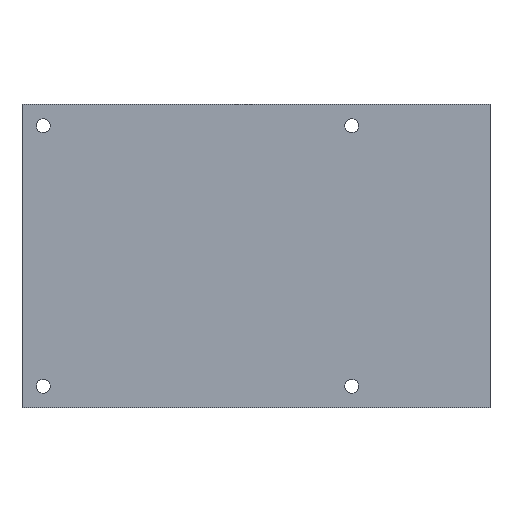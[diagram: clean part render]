
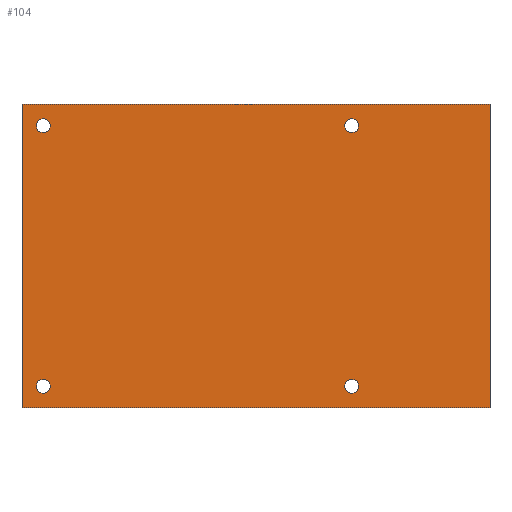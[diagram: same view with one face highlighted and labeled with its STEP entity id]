
A CAD part, front view. The second image highlights one B-rep face of the part: STEP entity #104.
In plain terms, the highlighted planar face has unit normal (0, -1, 0).
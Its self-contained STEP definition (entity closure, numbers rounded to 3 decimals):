
#7 = CIRCLE ( 'NONE', #348, 1.3 ) ;
#9 = CIRCLE ( 'NONE', #46, 1.3 ) ;
#10 = ORIENTED_EDGE ( 'NONE', *, *, #157, .F. ) ;
#11 = EDGE_CURVE ( 'NONE', #275, #295, #63, .T. ) ;
#15 = EDGE_CURVE ( 'NONE', #388, #530, #7, .T. ) ;
#21 = CARTESIAN_POINT ( 'NONE',  ( 4., 0., -54.3 ) ) ;
#32 = AXIS2_PLACEMENT_3D ( 'NONE', #534, #671, #122 ) ;
#36 = DIRECTION ( 'NONE',  ( 0., 0., 1. ) ) ;
#37 = VERTEX_POINT ( 'NONE', #404 ) ;
#39 = ORIENTED_EDGE ( 'NONE', *, *, #460, .T. ) ;
#40 = DIRECTION ( 'NONE',  ( 0., 0., 1. ) ) ;
#43 = FACE_BOUND ( 'NONE', #774, .T. ) ;
#46 = AXIS2_PLACEMENT_3D ( 'NONE', #778, #770, #108 ) ;
#51 = FACE_BOUND ( 'NONE', #719, .T. ) ;
#52 = CARTESIAN_POINT ( 'NONE',  ( 4., 0., -53. ) ) ;
#53 = LINE ( 'NONE', #724, #88 ) ;
#54 = FACE_BOUND ( 'NONE', #589, .T. ) ;
#55 = VERTEX_POINT ( 'NONE', #70 ) ;
#63 = CIRCLE ( 'NONE', #74, 1.3 ) ;
#70 = CARTESIAN_POINT ( 'NONE',  ( 88., 0., 0. ) ) ;
#74 = AXIS2_PLACEMENT_3D ( 'NONE', #168, #586, #350 ) ;
#83 = EDGE_CURVE ( 'NONE', #37, #699, #192, .T. ) ;
#88 = VECTOR ( 'NONE', #641, 1000. ) ;
#104 = ADVANCED_FACE ( 'NONE', ( #51, #54, #43, #531, #522 ), #667, .T. ) ;
#108 = DIRECTION ( 'NONE',  ( 0., 0., 1. ) ) ;
#113 = VECTOR ( 'NONE', #733, 1000. ) ;
#115 = CARTESIAN_POINT ( 'NONE',  ( 88., 0., -57. ) ) ;
#122 = DIRECTION ( 'NONE',  ( 0., 0., 1. ) ) ;
#129 = VECTOR ( 'NONE', #191, 1000. ) ;
#135 = CARTESIAN_POINT ( 'NONE',  ( 4., 0., -4. ) ) ;
#147 = ORIENTED_EDGE ( 'NONE', *, *, #231, .T. ) ;
#148 = AXIS2_PLACEMENT_3D ( 'NONE', #643, #576, #36 ) ;
#157 = EDGE_CURVE ( 'NONE', #335, #55, #771, .T. ) ;
#168 = CARTESIAN_POINT ( 'NONE',  ( 62., 0., -4. ) ) ;
#175 = ORIENTED_EDGE ( 'NONE', *, *, #361, .F. ) ;
#179 = LINE ( 'NONE', #476, #113 ) ;
#186 = AXIS2_PLACEMENT_3D ( 'NONE', #302, #540, #255 ) ;
#191 = DIRECTION ( 'NONE',  ( 0., 0., 1. ) ) ;
#192 = CIRCLE ( 'NONE', #186, 1.3 ) ;
#211 = DIRECTION ( 'NONE',  ( 1., 0., 0. ) ) ;
#231 = EDGE_CURVE ( 'NONE', #530, #388, #9, .T. ) ;
#235 = EDGE_LOOP ( 'NONE', ( #648, #147 ) ) ;
#236 = CARTESIAN_POINT ( 'NONE',  ( 62., 0., -5.3 ) ) ;
#245 = EDGE_CURVE ( 'NONE', #295, #275, #313, .T. ) ;
#255 = DIRECTION ( 'NONE',  ( 0., 0., 1. ) ) ;
#269 = ORIENTED_EDGE ( 'NONE', *, *, #547, .F. ) ;
#274 = AXIS2_PLACEMENT_3D ( 'NONE', #135, #300, #419 ) ;
#275 = VERTEX_POINT ( 'NONE', #236 ) ;
#280 = DIRECTION ( 'NONE',  ( 0., 1., 0. ) ) ;
#281 = CARTESIAN_POINT ( 'NONE',  ( 62., 0., -51.7 ) ) ;
#292 = DIRECTION ( 'NONE',  ( 0., -1., 0. ) ) ;
#295 = VERTEX_POINT ( 'NONE', #611 ) ;
#300 = DIRECTION ( 'NONE',  ( 0., 1., 0. ) ) ;
#302 = CARTESIAN_POINT ( 'NONE',  ( 62., 0., -53. ) ) ;
#307 = ORIENTED_EDGE ( 'NONE', *, *, #245, .T. ) ;
#313 = CIRCLE ( 'NONE', #148, 1.3 ) ;
#335 = VERTEX_POINT ( 'NONE', #679 ) ;
#348 = AXIS2_PLACEMENT_3D ( 'NONE', #52, #280, #40 ) ;
#350 = DIRECTION ( 'NONE',  ( 0., 0., 1. ) ) ;
#361 = EDGE_CURVE ( 'NONE', #773, #428, #179, .T. ) ;
#362 = DIRECTION ( 'NONE',  ( 0., 1., 0. ) ) ;
#364 = CIRCLE ( 'NONE', #32, 1.3 ) ;
#369 = EDGE_CURVE ( 'NONE', #676, #464, #364, .T. ) ;
#388 = VERTEX_POINT ( 'NONE', #416 ) ;
#404 = CARTESIAN_POINT ( 'NONE',  ( 62., 0., -54.3 ) ) ;
#413 = EDGE_CURVE ( 'NONE', #464, #676, #539, .T. ) ;
#416 = CARTESIAN_POINT ( 'NONE',  ( 4., 0., -51.7 ) ) ;
#419 = DIRECTION ( 'NONE',  ( 0., 0., 1. ) ) ;
#426 = CARTESIAN_POINT ( 'NONE',  ( 4., 0., -2.7 ) ) ;
#428 = VERTEX_POINT ( 'NONE', #605 ) ;
#429 = CARTESIAN_POINT ( 'NONE',  ( 62., 0., -53. ) ) ;
#460 = EDGE_CURVE ( 'NONE', #699, #37, #702, .T. ) ;
#464 = VERTEX_POINT ( 'NONE', #426 ) ;
#476 = CARTESIAN_POINT ( 'NONE',  ( 0., 0., -57. ) ) ;
#508 = ORIENTED_EDGE ( 'NONE', *, *, #83, .T. ) ;
#522 = FACE_OUTER_BOUND ( 'NONE', #549, .T. ) ;
#530 = VERTEX_POINT ( 'NONE', #21 ) ;
#531 = FACE_BOUND ( 'NONE', #235, .T. ) ;
#534 = CARTESIAN_POINT ( 'NONE',  ( 4., 0., -4. ) ) ;
#539 = CIRCLE ( 'NONE', #274, 1.3 ) ;
#540 = DIRECTION ( 'NONE',  ( 0., 1., 0. ) ) ;
#547 = EDGE_CURVE ( 'NONE', #428, #335, #621, .T. ) ;
#549 = EDGE_LOOP ( 'NONE', ( #269, #175, #789, #10 ) ) ;
#559 = AXIS2_PLACEMENT_3D ( 'NONE', #661, #292, #777 ) ;
#565 = ORIENTED_EDGE ( 'NONE', *, *, #413, .T. ) ;
#576 = DIRECTION ( 'NONE',  ( 0., 1., 0. ) ) ;
#578 = CARTESIAN_POINT ( 'NONE',  ( 0., 0., 0. ) ) ;
#586 = DIRECTION ( 'NONE',  ( 0., 1., 0. ) ) ;
#589 = EDGE_LOOP ( 'NONE', ( #39, #508 ) ) ;
#605 = CARTESIAN_POINT ( 'NONE',  ( 0., 0., -57. ) ) ;
#611 = CARTESIAN_POINT ( 'NONE',  ( 62., 0., -2.7 ) ) ;
#621 = LINE ( 'NONE', #704, #129 ) ;
#631 = ORIENTED_EDGE ( 'NONE', *, *, #369, .T. ) ;
#641 = DIRECTION ( 'NONE',  ( 0., 0., -1. ) ) ;
#643 = CARTESIAN_POINT ( 'NONE',  ( 62., 0., -4. ) ) ;
#647 = CARTESIAN_POINT ( 'NONE',  ( 4., 0., -5.3 ) ) ;
#648 = ORIENTED_EDGE ( 'NONE', *, *, #15, .T. ) ;
#661 = CARTESIAN_POINT ( 'NONE',  ( 0., 0., 0. ) ) ;
#667 = PLANE ( 'NONE',  #559 ) ;
#671 = DIRECTION ( 'NONE',  ( 0., 1., 0. ) ) ;
#676 = VERTEX_POINT ( 'NONE', #647 ) ;
#679 = CARTESIAN_POINT ( 'NONE',  ( 0., 0., 0. ) ) ;
#695 = EDGE_CURVE ( 'NONE', #55, #773, #53, .T. ) ;
#699 = VERTEX_POINT ( 'NONE', #281 ) ;
#702 = CIRCLE ( 'NONE', #752, 1.3 ) ;
#704 = CARTESIAN_POINT ( 'NONE',  ( 0., 0., 0. ) ) ;
#719 = EDGE_LOOP ( 'NONE', ( #565, #631 ) ) ;
#724 = CARTESIAN_POINT ( 'NONE',  ( 88., 0., 0. ) ) ;
#733 = DIRECTION ( 'NONE',  ( -1., 0., 0. ) ) ;
#739 = DIRECTION ( 'NONE',  ( 0., 0., 1. ) ) ;
#744 = VECTOR ( 'NONE', #211, 1000. ) ;
#752 = AXIS2_PLACEMENT_3D ( 'NONE', #429, #362, #739 ) ;
#770 = DIRECTION ( 'NONE',  ( 0., 1., 0. ) ) ;
#771 = LINE ( 'NONE', #578, #744 ) ;
#773 = VERTEX_POINT ( 'NONE', #115 ) ;
#774 = EDGE_LOOP ( 'NONE', ( #307, #792 ) ) ;
#777 = DIRECTION ( 'NONE',  ( 0., 0., -1. ) ) ;
#778 = CARTESIAN_POINT ( 'NONE',  ( 4., 0., -53. ) ) ;
#789 = ORIENTED_EDGE ( 'NONE', *, *, #695, .F. ) ;
#792 = ORIENTED_EDGE ( 'NONE', *, *, #11, .T. ) ;
